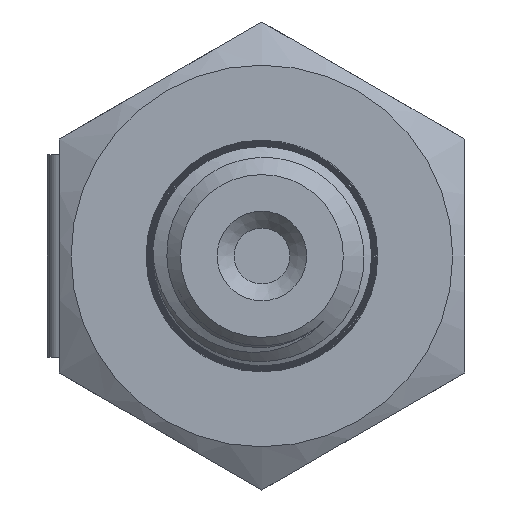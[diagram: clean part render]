
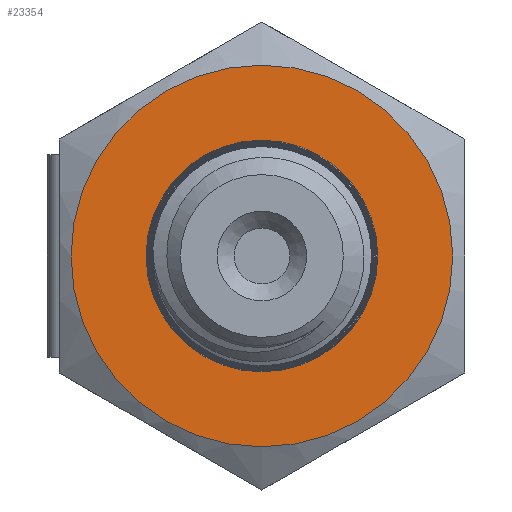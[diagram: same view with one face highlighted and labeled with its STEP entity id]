
A CAD part, left-side view. The second image highlights one B-rep face of the part: STEP entity #23354.
In plain terms, the highlighted planar face has unit normal (-1, 0, 0).
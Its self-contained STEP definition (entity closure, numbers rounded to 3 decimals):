
#179=FACE_BOUND('',#3203,.T.);
#368=PLANE('',#24642);
#1844=FACE_OUTER_BOUND('',#3202,.T.);
#3202=EDGE_LOOP('',(#17503));
#3203=EDGE_LOOP('',(#17504));
#4311=CIRCLE('',#24445,6.86);
#4412=CIRCLE('',#24633,11.3);
#10009=VERTEX_POINT('',#34836);
#10530=VERTEX_POINT('',#43249);
#12340=EDGE_CURVE('',#10009,#10009,#4311,.T.);
#13120=EDGE_CURVE('',#10530,#10530,#4412,.T.);
#17503=ORIENTED_EDGE('',*,*,#13120,.T.);
#17504=ORIENTED_EDGE('',*,*,#12340,.T.);
#23354=ADVANCED_FACE('',(#1844,#179),#368,.T.);
#24445=AXIS2_PLACEMENT_3D('',#34837,#26335,#26336);
#24633=AXIS2_PLACEMENT_3D('',#43251,#27071,#27072);
#24642=AXIS2_PLACEMENT_3D('',#43268,#27096,#27097);
#26335=DIRECTION('center_axis',(1.,0.,0.));
#26336=DIRECTION('ref_axis',(0.,0.,-1.));
#27071=DIRECTION('center_axis',(-1.,0.,0.));
#27072=DIRECTION('ref_axis',(0.,1.,0.));
#27096=DIRECTION('center_axis',(-1.,0.,0.));
#27097=DIRECTION('ref_axis',(0.,0.,1.));
#34836=CARTESIAN_POINT('',(14.,-6.86,0.));
#34837=CARTESIAN_POINT('Origin',(14.,0.,0.));
#43249=CARTESIAN_POINT('',(14.,-11.3,0.));
#43251=CARTESIAN_POINT('Origin',(14.,0.,0.));
#43268=CARTESIAN_POINT('Origin',(14.,12.,0.));
